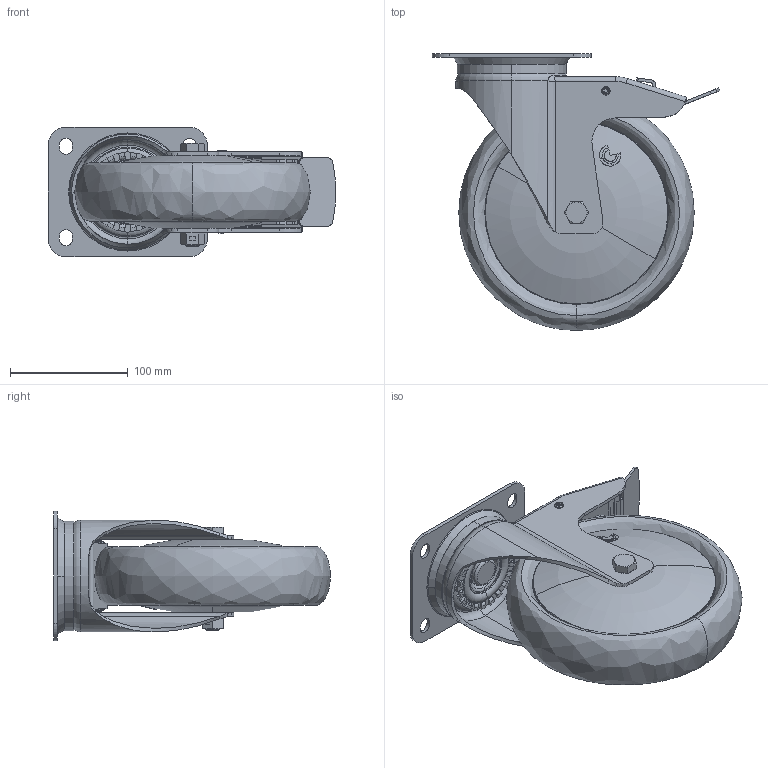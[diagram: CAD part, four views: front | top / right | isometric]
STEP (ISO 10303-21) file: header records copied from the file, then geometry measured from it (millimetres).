
FILE_DESCRIPTION (( 'STEP AP214' ), '1' );
FILE_NAME ('0055737.step', '2023-09-28T10:37:15', ( '' ), ( '' ), 'SwSTEP 2.0', 'SolidWorks 2020', '' );
FILE_SCHEMA (( 'AUTOMOTIVE_DESIGN' ));
Length unit declared in the file: millimetre
Products named in the file (1): 0055737
Bounding box: 244.14 x 235 x 110 mm (x, y, z)
Volume: 1078857 mm3; surface area: 437234.6 mm2
Topology: 32 solids, 32 shells, 1377 faces, 3327 edges, 2023 vertices
Faces by surface type: plane 493, torus 331, cylinder 320, cone 134, bspline 61, sphere 38
Entity records: 62259 total; most frequent: CARTESIAN_POINT 14581, DIRECTION 7101, ORIENTED_EDGE 6558, EDGE_CURVE 3279, AXIS2_PLACEMENT_3D 2877, VERTEX_POINT 1999, CIRCLE 1560, EDGE_LOOP 1462
